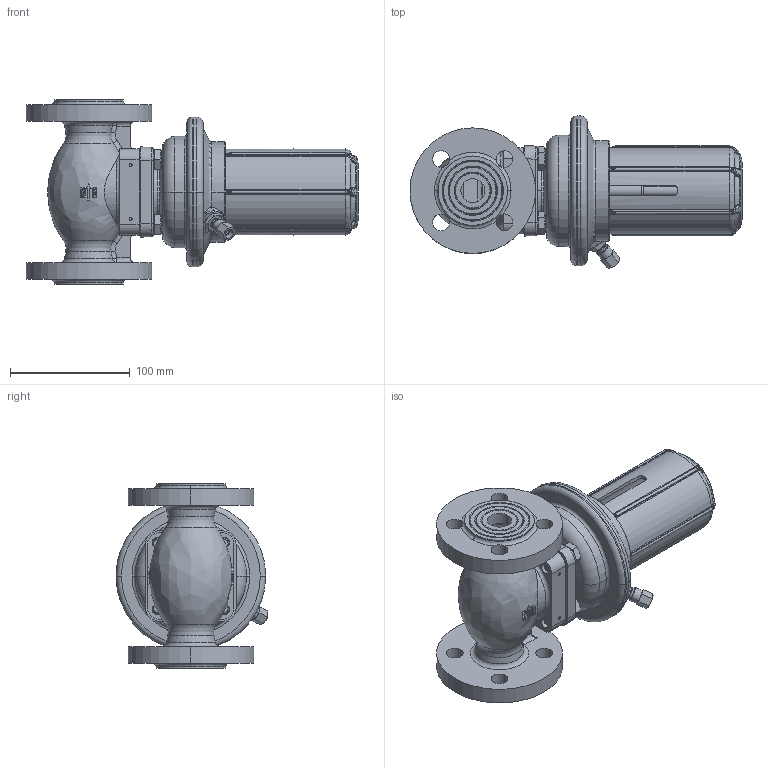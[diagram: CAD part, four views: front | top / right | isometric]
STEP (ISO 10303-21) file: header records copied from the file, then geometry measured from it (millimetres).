
FILE_DESCRIPTION((''),'2;1');
FILE_NAME('003H6370','2015-03-05T',('u317927'),('Danfoss'),'PRO/ENGINEER BY PARAMETRIC TECHNOLOGY CORPORATION, 2014000','PRO/ENGINEER BY PARAMETRIC TECHNOLOGY CORPORATION, 2014000','');
FILE_SCHEMA(('CONFIG_CONTROL_DESIGN'));
Products named in the file (1): 003H6370
Bounding box: 277.6 x 127.07 x 154 mm (x, y, z)
Volume: 833834.2 mm3; surface area: 275721.2 mm2
Topology: 1 solids, 1 shells, 1594 faces, 4074 edges, 2531 vertices
Faces by surface type: plane 715, cylinder 329, bspline 213, cone 161, torus 157, sphere 19
Entity records: 64754 total; most frequent: CARTESIAN_POINT 27970, ORIENTED_EDGE 8136, DIRECTION 7125, EDGE_CURVE 4068, AXIS2_PLACEMENT_3D 2736, VERTEX_POINT 2531, EDGE_LOOP 1723, VECTOR 1653
